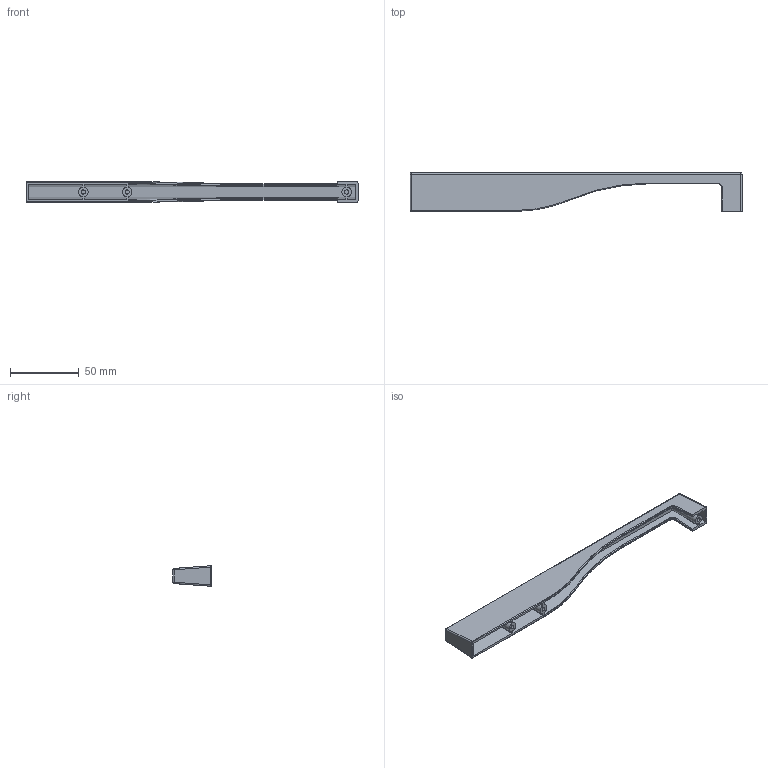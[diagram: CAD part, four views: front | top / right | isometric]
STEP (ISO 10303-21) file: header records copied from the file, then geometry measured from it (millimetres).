
FILE_DESCRIPTION (( 'STEP AP203' ), '1' );
FILE_NAME ('Puxador Cyrus 160-192.STEP', '2020-05-08T18:28:26', ( 'Micro' ), ( '' ), 'SwSTEP 2.0', 'SolidWorks 2018', '' );
FILE_SCHEMA (( 'CONFIG_CONTROL_DESIGN' ));
Length unit declared in the file: millimetre
Products named in the file (1): Puxador Cyrus 160-192
Bounding box: 242 x 28 x 15 mm (x, y, z)
Volume: 26288.6 mm3; surface area: 26114.2 mm2
Topology: 1 solids, 1 shells, 98 faces, 238 edges, 144 vertices
Faces by surface type: cylinder 40, plane 40, bspline 14, sphere 4
Entity records: 3125 total; most frequent: CARTESIAN_POINT 889, ORIENTED_EDGE 468, DIRECTION 434, EDGE_CURVE 234, AXIS2_PLACEMENT_3D 149, VERTEX_POINT 144, LINE 136, VECTOR 136
